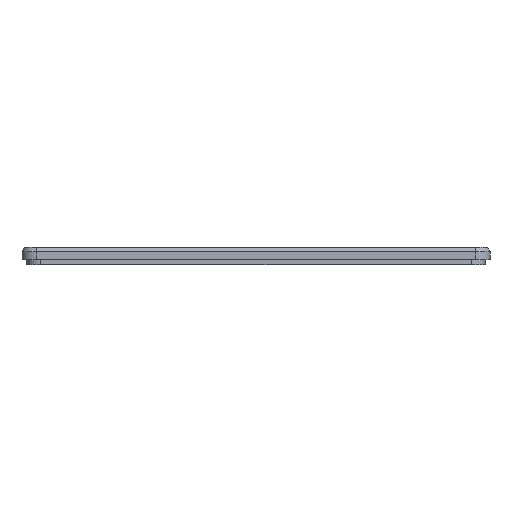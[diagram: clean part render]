
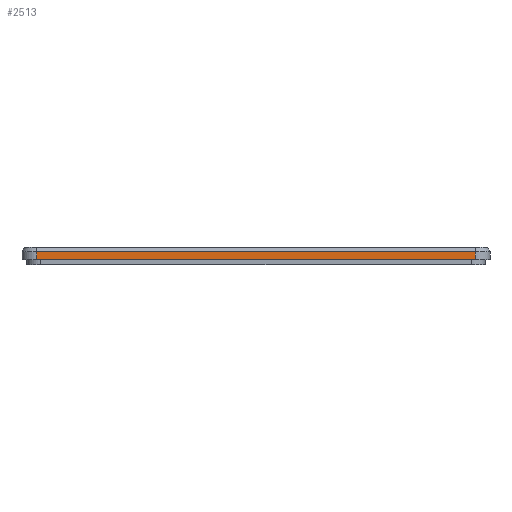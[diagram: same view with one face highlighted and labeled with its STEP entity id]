
A CAD part, front view. The second image highlights one B-rep face of the part: STEP entity #2513.
In plain terms, the highlighted planar face has unit normal (0, -1, 0).
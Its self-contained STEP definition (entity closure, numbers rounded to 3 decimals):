
#186=FACE_OUTER_BOUND('',#362,.T.);
#362=EDGE_LOOP('',(#2142,#2143,#2144,#2145));
#659=LINE('',#3931,#927);
#733=LINE('',#4147,#1001);
#737=LINE('',#4156,#1005);
#738=LINE('',#4157,#1006);
#927=VECTOR('',#3120,10.);
#1001=VECTOR('',#3364,10.);
#1005=VECTOR('',#3376,10.);
#1006=VECTOR('',#3377,10.);
#1212=VERTEX_POINT('',#3928);
#1213=VERTEX_POINT('',#3930);
#1268=VERTEX_POINT('',#4138);
#1270=VERTEX_POINT('',#4146);
#1482=EDGE_CURVE('',#1213,#1212,#659,.F.);
#1588=EDGE_CURVE('',#1268,#1270,#733,.T.);
#1593=EDGE_CURVE('',#1213,#1268,#737,.T.);
#1594=EDGE_CURVE('',#1270,#1212,#738,.T.);
#2142=ORIENTED_EDGE('',*,*,#1588,.F.);
#2143=ORIENTED_EDGE('',*,*,#1593,.F.);
#2144=ORIENTED_EDGE('',*,*,#1482,.T.);
#2145=ORIENTED_EDGE('',*,*,#1594,.F.);
#2404=PLANE('',#2741);
#2513=ADVANCED_FACE('',(#186),#2404,.T.);
#2741=AXIS2_PLACEMENT_3D('',#4155,#3374,#3375);
#3120=DIRECTION('',(-1.,0.,0.));
#3364=DIRECTION('',(1.,0.,0.));
#3374=DIRECTION('center_axis',(0.,-1.,0.));
#3375=DIRECTION('ref_axis',(1.,0.,0.));
#3376=DIRECTION('',(0.,0.,1.));
#3377=DIRECTION('',(0.,0.,-1.));
#3928=CARTESIAN_POINT('',(102.75,-64.2,4.6));
#3930=CARTESIAN_POINT('',(-103.,-64.2,4.6));
#3931=CARTESIAN_POINT('',(-59.025,-64.2,4.6));
#4138=CARTESIAN_POINT('',(-103.,-64.2,8.3));
#4146=CARTESIAN_POINT('',(102.75,-64.2,8.3));
#4147=CARTESIAN_POINT('',(-51.,-64.2,8.3));
#4155=CARTESIAN_POINT('Origin',(-102.,-64.2,3.8));
#4156=CARTESIAN_POINT('',(-103.,-64.2,3.8));
#4157=CARTESIAN_POINT('',(102.75,-64.2,3.8));
